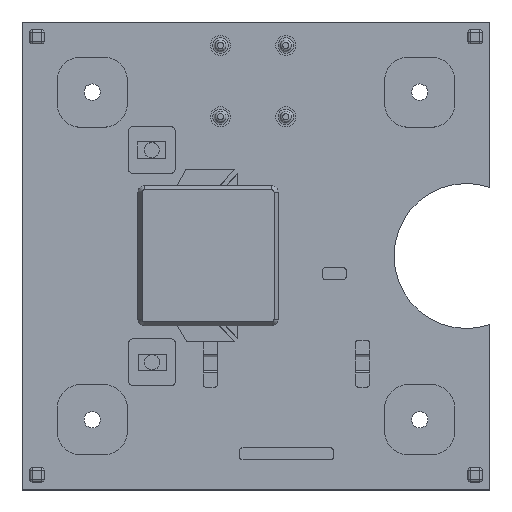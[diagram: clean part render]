
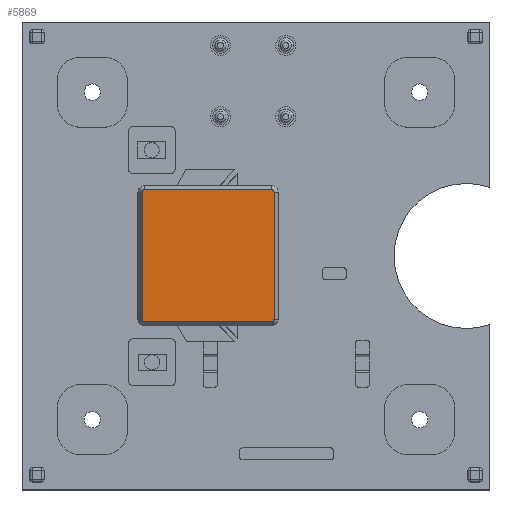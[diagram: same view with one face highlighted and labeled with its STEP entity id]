
A CAD part, top view. The second image highlights one B-rep face of the part: STEP entity #5869.
In plain terms, the highlighted planar face has unit normal (0, 0, 1).
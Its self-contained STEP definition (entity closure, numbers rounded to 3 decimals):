
#478=LINE('',#9683,#1015);
#479=LINE('',#9687,#1016);
#480=LINE('',#9691,#1017);
#481=LINE('',#9694,#1018);
#1015=VECTOR('',#7946,10.);
#1016=VECTOR('',#7949,10.);
#1017=VECTOR('',#7952,10.);
#1018=VECTOR('',#7955,10.);
#1500=PLANE('',#6472);
#1820=FACE_OUTER_BOUND('',#2205,.T.);
#2205=EDGE_LOOP('',(#5075,#5076,#5077,#5078,#5079,#5080,#5081,#5082));
#2541=CIRCLE('',#6471,0.5);
#2542=CIRCLE('',#6473,0.5);
#2543=CIRCLE('',#6474,0.5);
#2544=CIRCLE('',#6475,0.5);
#2940=VERTEX_POINT('',#9676);
#2941=VERTEX_POINT('',#9678);
#2942=VERTEX_POINT('',#9682);
#2943=VERTEX_POINT('',#9684);
#2944=VERTEX_POINT('',#9686);
#2945=VERTEX_POINT('',#9688);
#2946=VERTEX_POINT('',#9690);
#2947=VERTEX_POINT('',#9692);
#3679=EDGE_CURVE('',#2940,#2941,#2541,.T.);
#3681=EDGE_CURVE('',#2942,#2940,#478,.T.);
#3682=EDGE_CURVE('',#2943,#2942,#2542,.T.);
#3683=EDGE_CURVE('',#2944,#2943,#479,.T.);
#3684=EDGE_CURVE('',#2945,#2944,#2543,.T.);
#3685=EDGE_CURVE('',#2946,#2945,#480,.T.);
#3686=EDGE_CURVE('',#2947,#2946,#2544,.T.);
#3687=EDGE_CURVE('',#2941,#2947,#481,.T.);
#5075=ORIENTED_EDGE('',*,*,#3679,.F.);
#5076=ORIENTED_EDGE('',*,*,#3681,.F.);
#5077=ORIENTED_EDGE('',*,*,#3682,.F.);
#5078=ORIENTED_EDGE('',*,*,#3683,.F.);
#5079=ORIENTED_EDGE('',*,*,#3684,.F.);
#5080=ORIENTED_EDGE('',*,*,#3685,.F.);
#5081=ORIENTED_EDGE('',*,*,#3686,.F.);
#5082=ORIENTED_EDGE('',*,*,#3687,.F.);
#5869=ADVANCED_FACE('',(#1820),#1500,.T.);
#6471=AXIS2_PLACEMENT_3D('',#9679,#7941,#7942);
#6472=AXIS2_PLACEMENT_3D('',#9681,#7944,#7945);
#6473=AXIS2_PLACEMENT_3D('',#9685,#7947,#7948);
#6474=AXIS2_PLACEMENT_3D('',#9689,#7950,#7951);
#6475=AXIS2_PLACEMENT_3D('',#9693,#7953,#7954);
#7941=DIRECTION('center_axis',(0.,0.,-1.));
#7942=DIRECTION('ref_axis',(-0.707,0.707,0.));
#7944=DIRECTION('center_axis',(0.,0.,1.));
#7945=DIRECTION('ref_axis',(-1.,0.,0.));
#7946=DIRECTION('',(0.,1.,0.));
#7947=DIRECTION('center_axis',(0.,0.,-1.));
#7948=DIRECTION('ref_axis',(-0.707,-0.707,0.));
#7949=DIRECTION('',(-1.,0.,0.));
#7950=DIRECTION('center_axis',(0.,0.,-1.));
#7951=DIRECTION('ref_axis',(0.707,-0.707,0.));
#7952=DIRECTION('',(0.,-1.,0.));
#7953=DIRECTION('center_axis',(0.,0.,-1.));
#7954=DIRECTION('ref_axis',(0.707,0.707,0.));
#7955=DIRECTION('',(1.,0.,0.));
#9676=CARTESIAN_POINT('',(25.65,63.6,25.));
#9678=CARTESIAN_POINT('',(26.15,64.1,25.));
#9679=CARTESIAN_POINT('Origin',(26.15,63.6,25.));
#9681=CARTESIAN_POINT('Origin',(39.75,50.,25.));
#9682=CARTESIAN_POINT('',(25.65,36.4,25.));
#9683=CARTESIAN_POINT('',(25.65,35.9,25.));
#9684=CARTESIAN_POINT('',(26.15,35.9,25.));
#9685=CARTESIAN_POINT('Origin',(26.15,36.4,25.));
#9686=CARTESIAN_POINT('',(53.35,35.9,25.));
#9687=CARTESIAN_POINT('',(53.85,35.9,25.));
#9688=CARTESIAN_POINT('',(53.85,36.4,25.));
#9689=CARTESIAN_POINT('Origin',(53.35,36.4,25.));
#9690=CARTESIAN_POINT('',(53.85,63.6,25.));
#9691=CARTESIAN_POINT('',(53.85,64.1,25.));
#9692=CARTESIAN_POINT('',(53.35,64.1,25.));
#9693=CARTESIAN_POINT('Origin',(53.35,63.6,25.));
#9694=CARTESIAN_POINT('',(25.65,64.1,25.));
